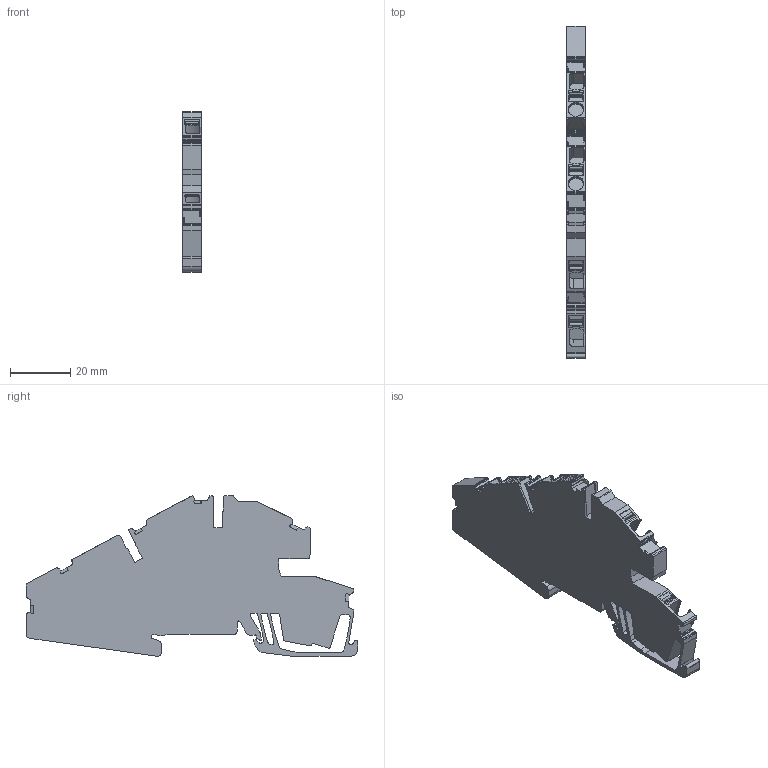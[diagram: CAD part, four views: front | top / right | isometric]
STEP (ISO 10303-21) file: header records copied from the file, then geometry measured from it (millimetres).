
FILE_DESCRIPTION(('CATIA V5 STEP Exchange','CAx-IF Rec.Pracs.--- Model Styling and Organization---1.4--- 2014-01-23'),'2;1');
FILE_NAME ('1117341-5_2', '2021-12-01T13:43:37+00:00', ('none'), ('Weidmueller'), 'CATIA Version 5-6 Release 2016 SP3 HF44', 'CATIA V5 STEP AP214', 'none');
FILE_SCHEMA(('AUTOMOTIVE_DESIGN { 1 0 10303 214 1 1 1 1 }'));
Length unit declared in the file: millimetre
Products named in the file (1): 2669070000
Bounding box: 6.1 x 110.24 x 53.31 mm (x, y, z)
Volume: 21543.3 mm3; surface area: 11500.8 mm2
Topology: 9 solids, 9 shells, 603 faces, 1769 edges, 1190 vertices
Faces by surface type: plane 316, cylinder 279, cone 4, extrusion 4
Entity records: 19781 total; most frequent: CARTESIAN_POINT 4102, ORIENTED_EDGE 3538, DIRECTION 2758, EDGE_CURVE 1769, VERTEX_POINT 1190, VECTOR 1171, LINE 1167, AXIS2_PLACEMENT_3D 1057
